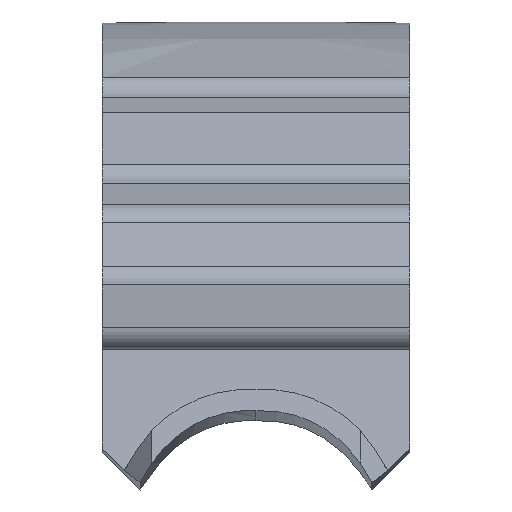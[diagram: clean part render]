
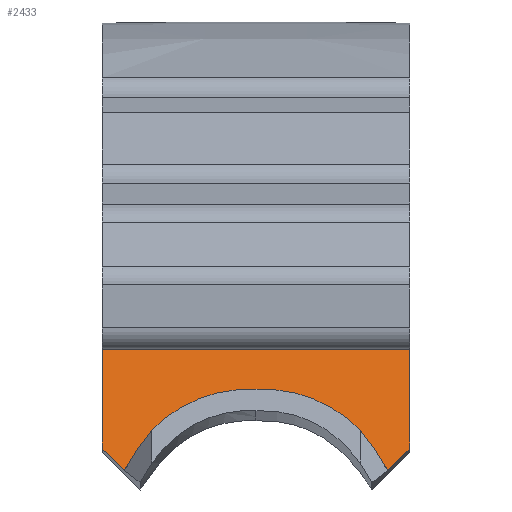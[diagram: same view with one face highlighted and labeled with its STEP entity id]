
A CAD part, front view. The second image highlights one B-rep face of the part: STEP entity #2433.
In plain terms, the highlighted planar face has unit normal (0, -0.975, 0.224).
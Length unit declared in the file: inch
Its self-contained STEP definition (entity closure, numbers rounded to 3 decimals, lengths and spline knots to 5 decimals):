
#7 = CARTESIAN_POINT ( 'NONE',  ( 0.7, 2.03629, -0.1014 ) ) ;
#60 = CARTESIAN_POINT ( 'NONE',  ( 0., 2.09241, 0.1424 ) ) ;
#121 = VECTOR ( 'NONE', #980, 39.37008 ) ;
#123 = DIRECTION ( 'NONE',  ( 0., 0.224, 0.975 ) ) ;
#135 = ORIENTED_EDGE ( 'NONE', *, *, #1788, .F. ) ;
#169 = DIRECTION ( 'NONE',  ( 0.707, 0.159, 0.689 ) ) ;
#249 = CARTESIAN_POINT ( 'NONE',  ( 0.7, 1.95601, -0.45021 ) ) ;
#265 = VERTEX_POINT ( 'NONE', #1720 ) ;
#307 = VECTOR ( 'NONE', #169, 39.37008 ) ;
#319 = CARTESIAN_POINT ( 'NONE',  ( 0., 1.95601, -0.45021 ) ) ;
#336 = PLANE ( 'NONE',  #1286 ) ;
#339 = VERTEX_POINT ( 'NONE', #1317 ) ;
#343 = B_SPLINE_CURVE_WITH_KNOTS ( 'NONE', 2,
 ( #60, #997, #1880 ),
 .UNSPECIFIED., .F., .F.,
 ( 3, 3 ),
 ( 0., 0.80768 ),
 .UNSPECIFIED. ) ;
#373 = ORIENTED_EDGE ( 'NONE', *, *, #3017, .T. ) ;
#429 = LINE ( 'NONE', #861, #2493 ) ;
#470 = ORIENTED_EDGE ( 'NONE', *, *, #2562, .F. ) ;
#471 = VECTOR ( 'NONE', #2397, 39.37008 ) ;
#477 = VERTEX_POINT ( 'NONE', #1633 ) ;
#615 = VERTEX_POINT ( 'NONE', #7 ) ;
#674 = DIRECTION ( 'NONE',  ( 0.707, -0.159, -0.689 ) ) ;
#845 = CARTESIAN_POINT ( 'NONE',  ( -0.7, 1.95601, -0.45021 ) ) ;
#858 = EDGE_CURVE ( 'NONE', #1942, #265, #429, .T. ) ;
#861 = CARTESIAN_POINT ( 'NONE',  ( -0.7, 2.03629, -0.1014 ) ) ;
#964 = VERTEX_POINT ( 'NONE', #1578 ) ;
#980 = DIRECTION ( 'NONE',  ( 1., 0., 0. ) ) ;
#985 = B_SPLINE_CURVE_WITH_KNOTS ( 'NONE', 2,
 ( #1537, #1566, #1595 ),
 .UNSPECIFIED., .F., .F.,
 ( 3, 3 ),
 ( 0., 0.80768 ),
 .UNSPECIFIED. ) ;
#997 = CARTESIAN_POINT ( 'NONE',  ( 0.372, 2.09516, 0.15434 ) ) ;
#1164 = ORIENTED_EDGE ( 'NONE', *, *, #2384, .F. ) ;
#1172 = CARTESIAN_POINT ( 'NONE',  ( -0.7, 2.16081, 0.43957 ) ) ;
#1207 = LINE ( 'NONE', #2135, #121 ) ;
#1274 = CARTESIAN_POINT ( 'NONE',  ( -0.7, 2.03629, -0.1014 ) ) ;
#1286 = AXIS2_PLACEMENT_3D ( 'NONE', #319, #2443, #123 ) ;
#1317 = CARTESIAN_POINT ( 'NONE',  ( 0.7, 2.16081, 0.43957 ) ) ;
#1332 = CARTESIAN_POINT ( 'NONE',  ( 0.7, 2.03629, -0.1014 ) ) ;
#1411 = LINE ( 'NONE', #249, #2944 ) ;
#1442 = DIRECTION ( 'NONE',  ( 0., -0.224, -0.975 ) ) ;
#1537 = CARTESIAN_POINT ( 'NONE',  ( 0., 2.09241, 0.1424 ) ) ;
#1547 = LINE ( 'NONE', #1332, #307 ) ;
#1566 = CARTESIAN_POINT ( 'NONE',  ( -0.372, 2.09516, 0.15434 ) ) ;
#1578 = CARTESIAN_POINT ( 'NONE',  ( 0.59973, 2.0138, -0.19912 ) ) ;
#1595 = CARTESIAN_POINT ( 'NONE',  ( -0.59973, 2.0138, -0.19912 ) ) ;
#1633 = CARTESIAN_POINT ( 'NONE',  ( 0., 2.09241, 0.1424 ) ) ;
#1708 = VERTEX_POINT ( 'NONE', #1172 ) ;
#1720 = CARTESIAN_POINT ( 'NONE',  ( -0.59973, 2.0138, -0.19912 ) ) ;
#1788 = EDGE_CURVE ( 'NONE', #339, #615, #1411, .T. ) ;
#1880 = CARTESIAN_POINT ( 'NONE',  ( 0.59973, 2.0138, -0.19912 ) ) ;
#1942 = VERTEX_POINT ( 'NONE', #1274 ) ;
#2135 = CARTESIAN_POINT ( 'NONE',  ( 0., 2.16081, 0.43957 ) ) ;
#2164 = LINE ( 'NONE', #845, #471 ) ;
#2324 = EDGE_CURVE ( 'NONE', #477, #964, #343, .T. ) ;
#2384 = EDGE_CURVE ( 'NONE', #1708, #339, #1207, .T. ) ;
#2397 = DIRECTION ( 'NONE',  ( 0., -0.224, -0.975 ) ) ;
#2415 = FACE_OUTER_BOUND ( 'NONE', #2816, .T. ) ;
#2433 = ADVANCED_FACE ( 'NONE', ( #2415 ), #336, .F. ) ;
#2443 = DIRECTION ( 'NONE',  ( 0., 0.975, -0.224 ) ) ;
#2473 = EDGE_CURVE ( 'NONE', #1708, #1942, #2164, .T. ) ;
#2493 = VECTOR ( 'NONE', #674, 39.37008 ) ;
#2562 = EDGE_CURVE ( 'NONE', #477, #265, #985, .T. ) ;
#2806 = ORIENTED_EDGE ( 'NONE', *, *, #2324, .T. ) ;
#2816 = EDGE_LOOP ( 'NONE', ( #2840, #470, #2806, #373, #135, #1164, #3029 ) ) ;
#2840 = ORIENTED_EDGE ( 'NONE', *, *, #858, .T. ) ;
#2944 = VECTOR ( 'NONE', #1442, 39.37008 ) ;
#3017 = EDGE_CURVE ( 'NONE', #964, #615, #1547, .T. ) ;
#3029 = ORIENTED_EDGE ( 'NONE', *, *, #2473, .T. ) ;
